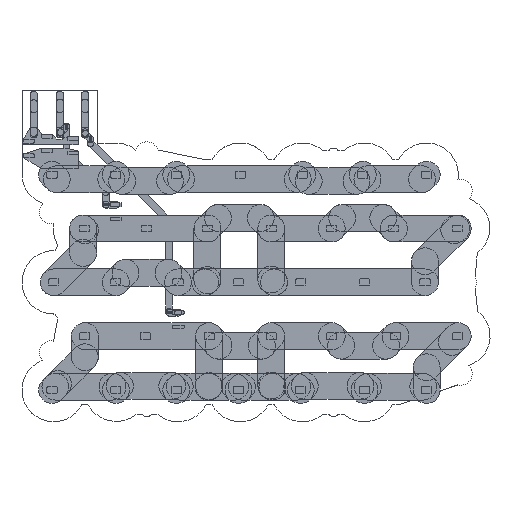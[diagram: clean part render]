
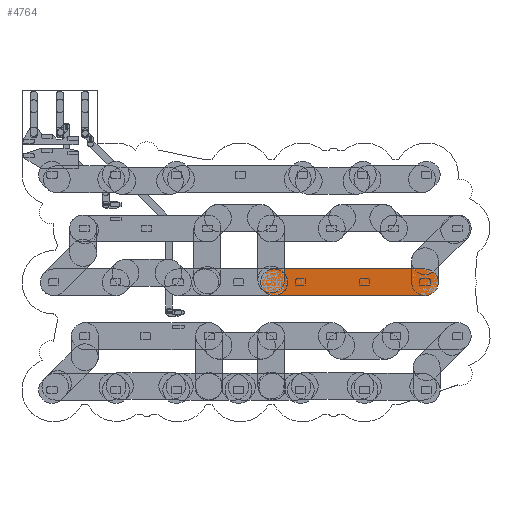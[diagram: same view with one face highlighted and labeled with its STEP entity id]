
A CAD part, top view. The second image highlights one B-rep face of the part: STEP entity #4764.
In plain terms, the highlighted planar face has unit normal (0, 0, 1).
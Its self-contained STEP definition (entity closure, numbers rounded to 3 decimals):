
#4631 = VERTEX_POINT('',#4632);
#4632 = CARTESIAN_POINT('',(132.914,-50.166,1.635));
#4638 = EDGE_CURVE('',#4631,#4639,#4641,.T.);
#4639 = VERTEX_POINT('',#4640);
#4640 = CARTESIAN_POINT('',(88.,-50.166,1.635));
#4641 = LINE('',#4642,#4643);
#4642 = CARTESIAN_POINT('',(132.914,-50.166,1.635));
#4643 = VECTOR('',#4644,1.);
#4644 = DIRECTION('',(-1.,0.,0.));
#4669 = EDGE_CURVE('',#4639,#4670,#4672,.T.);
#4670 = VERTEX_POINT('',#4671);
#4671 = CARTESIAN_POINT('',(88.,-58.166,1.635));
#4672 = CIRCLE('',#4673,4.);
#4673 = AXIS2_PLACEMENT_3D('',#4674,#4675,#4676);
#4674 = CARTESIAN_POINT('',(88.,-54.166,1.635));
#4675 = DIRECTION('',(0.,-0.,1.));
#4676 = DIRECTION('',(0.,1.,0.));
#4702 = EDGE_CURVE('',#4670,#4703,#4705,.T.);
#4703 = VERTEX_POINT('',#4704);
#4704 = CARTESIAN_POINT('',(132.914,-58.166,1.635));
#4705 = LINE('',#4706,#4707);
#4706 = CARTESIAN_POINT('',(88.,-58.166,1.635));
#4707 = VECTOR('',#4708,1.);
#4708 = DIRECTION('',(1.,0.,0.));
#4733 = EDGE_CURVE('',#4703,#4631,#4734,.T.);
#4734 = CIRCLE('',#4735,4.);
#4735 = AXIS2_PLACEMENT_3D('',#4736,#4737,#4738);
#4736 = CARTESIAN_POINT('',(132.914,-54.166,1.635));
#4737 = DIRECTION('',(0.,0.,1.));
#4738 = DIRECTION('',(-0.,-1.,0.));
#4764 = ADVANCED_FACE('',(#4765),#4771,.T.);
#4765 = FACE_BOUND('',#4766,.T.);
#4766 = EDGE_LOOP('',(#4767,#4768,#4769,#4770));
#4767 = ORIENTED_EDGE('',*,*,#4638,.T.);
#4768 = ORIENTED_EDGE('',*,*,#4669,.T.);
#4769 = ORIENTED_EDGE('',*,*,#4702,.T.);
#4770 = ORIENTED_EDGE('',*,*,#4733,.T.);
#4771 = PLANE('',#4772);
#4772 = AXIS2_PLACEMENT_3D('',#4773,#4774,#4775);
#4773 = CARTESIAN_POINT('',(132.914,-50.166,1.635));
#4774 = DIRECTION('',(0.,0.,1.));
#4775 = DIRECTION('',(1.,0.,-0.));
